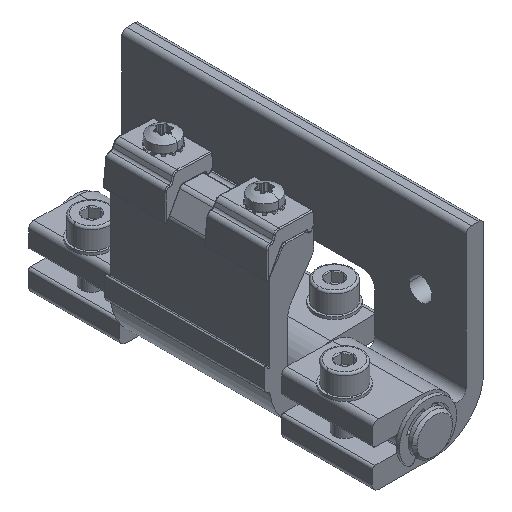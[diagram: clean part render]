
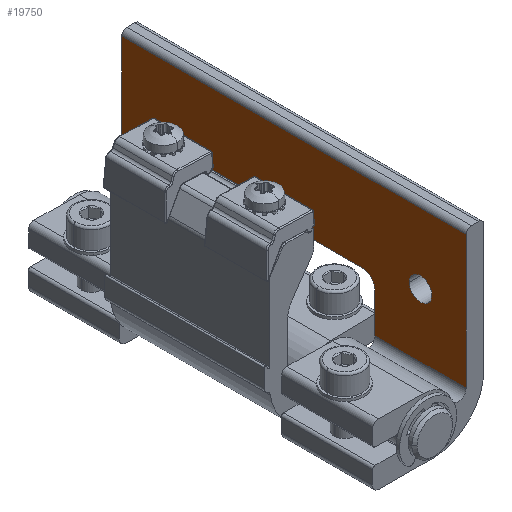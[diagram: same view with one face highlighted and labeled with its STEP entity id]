
A CAD part, isometric view. The second image highlights one B-rep face of the part: STEP entity #19750.
In plain terms, the highlighted planar face has unit normal (-1, 0, 0).
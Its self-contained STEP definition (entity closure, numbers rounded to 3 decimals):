
#17425=DIRECTION('',(0.,0.,-1.));
#17426=VECTOR('',#17425,26.307);
#17427=CARTESIAN_POINT('',(8.5,-34.,29.));
#17428=LINE('',#17427,#17426);
#17628=DIRECTION('',(0.,-1.,0.));
#17629=VECTOR('',#17628,18.);
#17630=CARTESIAN_POINT('',(8.5,-16.,2.693));
#17631=LINE('',#17630,#17629);
#17632=DIRECTION('',(0.,0.,1.));
#17633=VECTOR('',#17632,7.807);
#17634=CARTESIAN_POINT('',(8.5,-16.,2.693));
#17635=LINE('',#17634,#17633);
#17636=CARTESIAN_POINT('',(8.5,-13.5,10.5));
#17637=DIRECTION('',(-1.,0.,0.));
#17638=DIRECTION('',(0.,-1.,0.));
#17639=AXIS2_PLACEMENT_3D('',#17636,#17637,#17638);
#17641=DIRECTION('',(0.,1.,0.));
#17642=VECTOR('',#17641,27.);
#17643=CARTESIAN_POINT('',(8.5,-13.5,13.));
#17644=LINE('',#17643,#17642);
#17645=CARTESIAN_POINT('',(8.5,13.5,10.5));
#17646=DIRECTION('',(-1.,0.,0.));
#17647=DIRECTION('',(0.,0.,1.));
#17648=AXIS2_PLACEMENT_3D('',#17645,#17646,#17647);
#17650=DIRECTION('',(0.,0.,1.));
#17651=VECTOR('',#17650,7.807);
#17652=CARTESIAN_POINT('',(8.5,16.,2.693));
#17653=LINE('',#17652,#17651);
#17654=DIRECTION('',(0.,1.,0.));
#17655=VECTOR('',#17654,68.);
#17656=CARTESIAN_POINT('',(8.5,-34.,29.));
#17657=LINE('',#17656,#17655);
#17658=CARTESIAN_POINT('',(8.5,-25.,15.2));
#17659=DIRECTION('',(-1.,0.,0.));
#17660=DIRECTION('',(0.,1.,0.));
#17661=AXIS2_PLACEMENT_3D('',#17658,#17659,#17660);
#17663=CARTESIAN_POINT('',(8.5,-25.,15.2));
#17664=DIRECTION('',(-1.,0.,0.));
#17665=DIRECTION('',(0.,-1.,0.));
#17666=AXIS2_PLACEMENT_3D('',#17663,#17664,#17665);
#17668=CARTESIAN_POINT('',(8.5,25.,15.2));
#17669=DIRECTION('',(-1.,0.,0.));
#17670=DIRECTION('',(0.,1.,0.));
#17671=AXIS2_PLACEMENT_3D('',#17668,#17669,#17670);
#17673=CARTESIAN_POINT('',(8.5,25.,15.2));
#17674=DIRECTION('',(-1.,0.,0.));
#17675=DIRECTION('',(0.,-1.,0.));
#17676=AXIS2_PLACEMENT_3D('',#17673,#17674,#17675);
#17786=DIRECTION('',(0.,0.,-1.));
#17787=VECTOR('',#17786,26.307);
#17788=CARTESIAN_POINT('',(8.5,34.,29.));
#17789=LINE('',#17788,#17787);
#18097=DIRECTION('',(0.,-1.,0.));
#18098=VECTOR('',#18097,18.);
#18099=CARTESIAN_POINT('',(8.5,34.,2.693));
#18100=LINE('',#18099,#18098);
#18710=CARTESIAN_POINT('',(8.5,34.,29.));
#18712=VERTEX_POINT('',#18710);
#18716=CARTESIAN_POINT('',(8.5,-34.,29.));
#18717=VERTEX_POINT('',#18716);
#18730=CARTESIAN_POINT('',(8.5,34.,2.693));
#18731=VERTEX_POINT('',#18730);
#18738=CARTESIAN_POINT('',(8.5,-34.,2.693));
#18739=VERTEX_POINT('',#18738);
#18814=CARTESIAN_POINT('',(8.5,-22.75,15.2));
#18815=CARTESIAN_POINT('',(8.5,-27.25,15.2));
#18816=VERTEX_POINT('',#18814);
#18817=VERTEX_POINT('',#18815);
#18818=CARTESIAN_POINT('',(8.5,27.25,15.2));
#18819=CARTESIAN_POINT('',(8.5,22.75,15.2));
#18820=VERTEX_POINT('',#18818);
#18821=VERTEX_POINT('',#18819);
#18822=CARTESIAN_POINT('',(8.5,-16.,2.693));
#18823=CARTESIAN_POINT('',(8.5,-16.,10.5));
#18824=VERTEX_POINT('',#18822);
#18825=VERTEX_POINT('',#18823);
#18826=CARTESIAN_POINT('',(8.5,-13.5,13.));
#18827=VERTEX_POINT('',#18826);
#18828=CARTESIAN_POINT('',(8.5,13.5,13.));
#18829=VERTEX_POINT('',#18828);
#18830=CARTESIAN_POINT('',(8.5,16.,10.5));
#18831=VERTEX_POINT('',#18830);
#18832=CARTESIAN_POINT('',(8.5,16.,2.693));
#18833=VERTEX_POINT('',#18832);
#19714=CARTESIAN_POINT('',(8.5,34.,30.));
#19715=DIRECTION('',(-1.,0.,0.));
#19716=DIRECTION('',(0.,0.,-1.));
#19717=AXIS2_PLACEMENT_3D('',#19714,#19715,#19716);
#19718=PLANE('',#19717);
#19719=ORIENTED_EDGE('',*,*,#19377,.T.);
#19721=ORIENTED_EDGE('',*,*,#19720,.T.);
#19723=ORIENTED_EDGE('',*,*,#19722,.T.);
#19725=ORIENTED_EDGE('',*,*,#19724,.T.);
#19727=ORIENTED_EDGE('',*,*,#19726,.F.);
#19729=ORIENTED_EDGE('',*,*,#19728,.F.);
#19731=ORIENTED_EDGE('',*,*,#19730,.F.);
#19733=ORIENTED_EDGE('',*,*,#19732,.F.);
#19734=ORIENTED_EDGE('',*,*,#19519,.T.);
#19735=ORIENTED_EDGE('',*,*,#19707,.F.);
#19736=EDGE_LOOP('',(#19719,#19721,#19723,#19725,#19727,#19729,#19731,#19733,
#19734,#19735));
#19737=FACE_OUTER_BOUND('',#19736,.F.);
#19739=ORIENTED_EDGE('',*,*,#19738,.T.);
#19741=ORIENTED_EDGE('',*,*,#19740,.T.);
#19742=EDGE_LOOP('',(#19739,#19741));
#19743=FACE_BOUND('',#19742,.F.);
#19745=ORIENTED_EDGE('',*,*,#19744,.T.);
#19747=ORIENTED_EDGE('',*,*,#19746,.T.);
#19748=EDGE_LOOP('',(#19745,#19747));
#19749=FACE_BOUND('',#19748,.F.);
#19750=ADVANCED_FACE('',(#19737,#19743,#19749),#19718,.T.);
#17640=CIRCLE('',#17639,2.5);
#17649=CIRCLE('',#17648,2.5);
#17662=CIRCLE('',#17661,2.25);
#17667=CIRCLE('',#17666,2.25);
#17672=CIRCLE('',#17671,2.25);
#17677=CIRCLE('',#17676,2.25);
#19377=EDGE_CURVE('',#18824,#18825,#17635,.T.);
#19519=EDGE_CURVE('',#18717,#18739,#17428,.T.);
#19707=EDGE_CURVE('',#18824,#18739,#17631,.T.);
#19720=EDGE_CURVE('',#18825,#18827,#17640,.T.);
#19722=EDGE_CURVE('',#18827,#18829,#17644,.T.);
#19724=EDGE_CURVE('',#18829,#18831,#17649,.T.);
#19726=EDGE_CURVE('',#18833,#18831,#17653,.T.);
#19728=EDGE_CURVE('',#18731,#18833,#18100,.T.);
#19730=EDGE_CURVE('',#18712,#18731,#17789,.T.);
#19732=EDGE_CURVE('',#18717,#18712,#17657,.T.);
#19738=EDGE_CURVE('',#18816,#18817,#17662,.T.);
#19740=EDGE_CURVE('',#18817,#18816,#17667,.T.);
#19744=EDGE_CURVE('',#18820,#18821,#17672,.T.);
#19746=EDGE_CURVE('',#18821,#18820,#17677,.T.);
